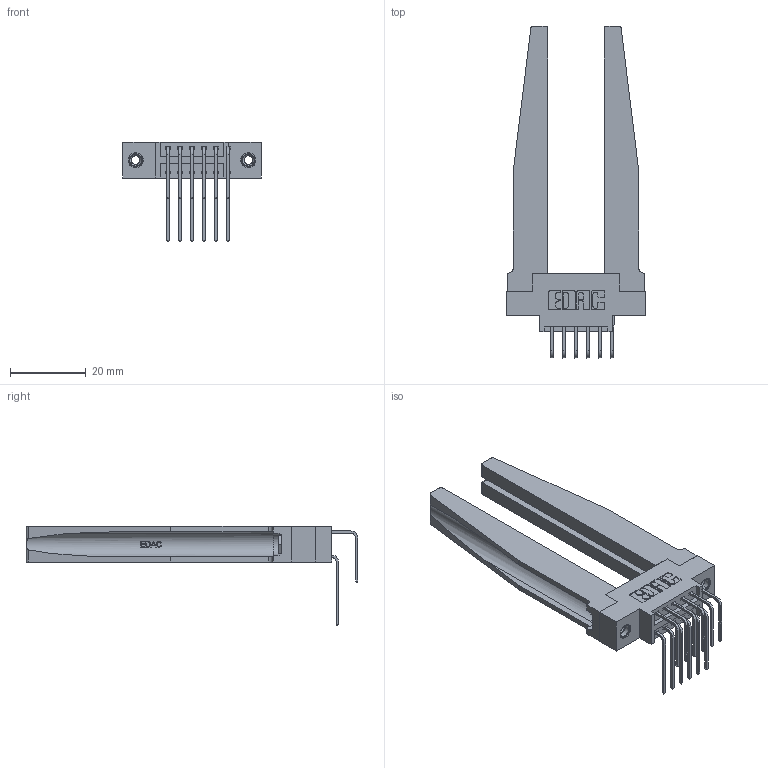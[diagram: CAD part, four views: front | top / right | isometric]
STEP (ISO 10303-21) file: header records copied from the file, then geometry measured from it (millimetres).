
FILE_DESCRIPTION (( 'STEP AP203' ), '1' );
FILE_NAME ('346-012-558-878.STEP', '2022-05-17T20:55:00', ( '' ), ( '' ), 'SwSTEP 2.0', 'SolidWorks 2020', '' );
FILE_SCHEMA (( 'CONFIG_CONTROL_DESIGN' ));
Length unit declared in the file: inch
Products named in the file (6): 345-292-001_558 Tail - 2; 345-292-001_558 559 Tail - 1; 346-012-558-878; 346-220-078_345-220-078; 346 Part_0.170 Offset - 0.156 Dia-TH; 345-250-001_345-250-001-102
Assembly tree (17 placements, depth 2):
  346-012-558-878
    346 Part_0.170 Offset - 0.156 Dia-TH
    345-292-001_558 559 Tail - 1  x6
    345-292-001_558 Tail - 2  x6
    346-220-078_345-220-078  x2
    345-250-001_345-250-001-102  x2
Bounding box: 36.45 x 87.44 x 26.16 mm (x, y, z)
Volume: 10090.2 mm3; surface area: 10979 mm2
Topology: 17 solids, 17 shells, 1010 faces, 2875 edges, 1890 vertices
Faces by surface type: plane 670, cylinder 288, bspline 36, cone 12, torus 4
Entity records: 15388 total; most frequent: CARTESIAN_POINT 3574, ORIENTED_EDGE 2342, DIRECTION 2161, EDGE_CURVE 1171, VECTOR 885, LINE 885, VERTEX_POINT 772, AXIS2_PLACEMENT_3D 638
